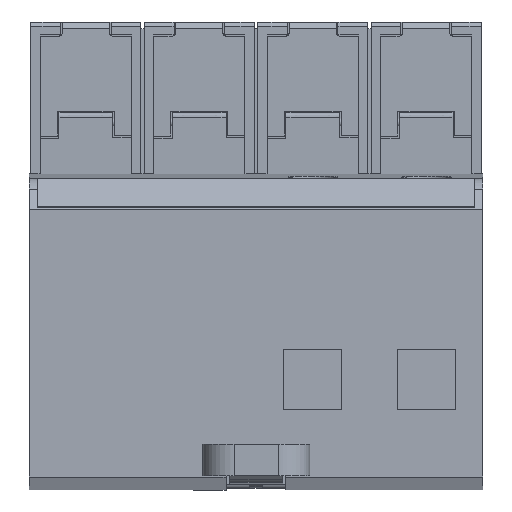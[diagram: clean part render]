
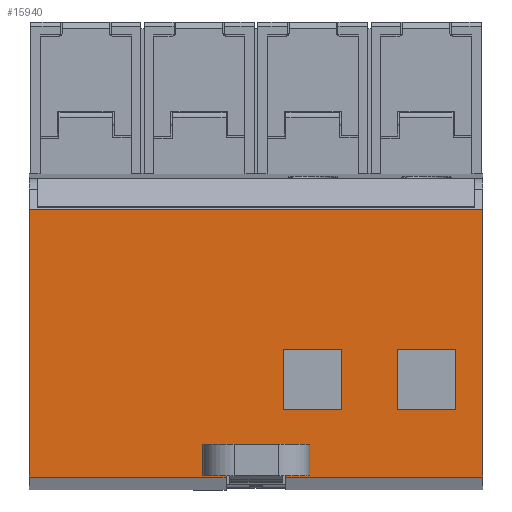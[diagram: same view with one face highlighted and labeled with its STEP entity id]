
A CAD part, front view. The second image highlights one B-rep face of the part: STEP entity #15940.
In plain terms, the highlighted planar face has unit normal (0, -1, 0.003).
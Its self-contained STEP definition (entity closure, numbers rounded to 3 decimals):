
#15914=AXIS2_PLACEMENT_3D('Plane Axis2P3D',#15911,#15912,#15913) ;
#125=CARTESIAN_POINT('Vertex',(40.22,6.725,7.235)) ;
#128=CARTESIAN_POINT('Line Origine',(36.02,6.725,7.235)) ;
#132=CARTESIAN_POINT('Vertex',(31.82,6.725,7.235)) ;
#1568=CARTESIAN_POINT('Line Origine',(31.532,6.725,7.235)) ;
#1572=CARTESIAN_POINT('Vertex',(31.243,6.725,7.235)) ;
#2057=CARTESIAN_POINT('Vertex',(31.243,6.712,2.062)) ;
#2060=CARTESIAN_POINT('Line Origine',(15.621,6.712,2.062)) ;
#2064=CARTESIAN_POINT('Vertex',(0.,6.712,2.062)) ;
#2092=CARTESIAN_POINT('Line Origine',(31.243,6.718,4.648)) ;
#2137=CARTESIAN_POINT('Vertex',(40.707,6.725,7.235)) ;
#2140=CARTESIAN_POINT('Line Origine',(40.463,6.725,7.235)) ;
#2195=CARTESIAN_POINT('Vertex',(40.707,6.712,2.062)) ;
#2198=CARTESIAN_POINT('Line Origine',(40.707,6.718,4.648)) ;
#2245=CARTESIAN_POINT('Vertex',(72.,6.712,2.062)) ;
#2248=CARTESIAN_POINT('Line Origine',(56.353,6.712,2.062)) ;
#2408=CARTESIAN_POINT('Vertex',(72.,6.823,44.542)) ;
#2411=CARTESIAN_POINT('Line Origine',(72.,6.767,23.302)) ;
#2502=CARTESIAN_POINT('Vertex',(0.,6.823,44.542)) ;
#2505=CARTESIAN_POINT('Line Origine',(36.,6.823,44.542)) ;
#2544=CARTESIAN_POINT('Line Origine',(0.,6.767,23.302)) ;
#2738=CARTESIAN_POINT('Vertex',(49.618,6.765,22.355)) ;
#2743=CARTESIAN_POINT('Line Origine',(44.999,6.765,22.355)) ;
#2747=CARTESIAN_POINT('Vertex',(40.381,6.765,22.355)) ;
#2775=CARTESIAN_POINT('Line Origine',(40.381,6.752,17.574)) ;
#2779=CARTESIAN_POINT('Vertex',(40.381,6.74,12.793)) ;
#2807=CARTESIAN_POINT('Line Origine',(44.999,6.74,12.793)) ;
#2811=CARTESIAN_POINT('Vertex',(49.618,6.74,12.793)) ;
#2839=CARTESIAN_POINT('Line Origine',(49.618,6.752,17.574)) ;
#2861=CARTESIAN_POINT('Vertex',(67.618,6.765,22.355)) ;
#2866=CARTESIAN_POINT('Line Origine',(62.999,6.765,22.355)) ;
#2870=CARTESIAN_POINT('Vertex',(58.381,6.765,22.355)) ;
#2898=CARTESIAN_POINT('Line Origine',(58.381,6.752,17.574)) ;
#2902=CARTESIAN_POINT('Vertex',(58.381,6.74,12.793)) ;
#2925=CARTESIAN_POINT('Line Origine',(62.999,6.74,12.793)) ;
#2929=CARTESIAN_POINT('Vertex',(67.618,6.74,12.793)) ;
#2957=CARTESIAN_POINT('Line Origine',(67.618,6.752,17.574)) ;
#15911=CARTESIAN_POINT('Axis2P3D Location',(0.,6.823,44.542)) ;
#129=DIRECTION('Vector Direction',(-1.,0.,0.)) ;
#1569=DIRECTION('Vector Direction',(-1.,0.,0.)) ;
#2061=DIRECTION('Vector Direction',(1.,0.,0.)) ;
#2093=DIRECTION('Vector Direction',(0.,-0.003,-1.)) ;
#2141=DIRECTION('Vector Direction',(-1.,0.,0.)) ;
#2199=DIRECTION('Vector Direction',(0.,-0.003,-1.)) ;
#2249=DIRECTION('Vector Direction',(1.,0.,0.)) ;
#2412=DIRECTION('Vector Direction',(0.,-0.003,-1.)) ;
#2506=DIRECTION('Vector Direction',(1.,0.,0.)) ;
#2545=DIRECTION('Vector Direction',(0.,-0.003,-1.)) ;
#2744=DIRECTION('Vector Direction',(-1.,0.,0.)) ;
#2776=DIRECTION('Vector Direction',(0.,-0.003,-1.)) ;
#2808=DIRECTION('Vector Direction',(1.,0.,0.)) ;
#2840=DIRECTION('Vector Direction',(0.,0.003,1.)) ;
#2867=DIRECTION('Vector Direction',(-1.,0.,0.)) ;
#2899=DIRECTION('Vector Direction',(0.,-0.003,-1.)) ;
#2926=DIRECTION('Vector Direction',(1.,0.,0.)) ;
#2958=DIRECTION('Vector Direction',(0.,0.003,1.)) ;
#15912=DIRECTION('Axis2P3D Direction',(0.,-1.,0.003)) ;
#15913=DIRECTION('Axis2P3D XDirection',(0.,-0.003,-1.)) ;
#130=VECTOR('Line Direction',#129,1.) ;
#1570=VECTOR('Line Direction',#1569,1.) ;
#2062=VECTOR('Line Direction',#2061,1.) ;
#2094=VECTOR('Line Direction',#2093,1.) ;
#2142=VECTOR('Line Direction',#2141,1.) ;
#2200=VECTOR('Line Direction',#2199,1.) ;
#2250=VECTOR('Line Direction',#2249,1.) ;
#2413=VECTOR('Line Direction',#2412,1.) ;
#2507=VECTOR('Line Direction',#2506,1.) ;
#2546=VECTOR('Line Direction',#2545,1.) ;
#2745=VECTOR('Line Direction',#2744,1.) ;
#2777=VECTOR('Line Direction',#2776,1.) ;
#2809=VECTOR('Line Direction',#2808,1.) ;
#2841=VECTOR('Line Direction',#2840,1.) ;
#2868=VECTOR('Line Direction',#2867,1.) ;
#2900=VECTOR('Line Direction',#2899,1.) ;
#2927=VECTOR('Line Direction',#2926,1.) ;
#2959=VECTOR('Line Direction',#2958,1.) ;
#15917=ORIENTED_EDGE('',*,*,#2066,.T.) ;
#15918=ORIENTED_EDGE('',*,*,#2096,.F.) ;
#15919=ORIENTED_EDGE('',*,*,#1574,.F.) ;
#15920=ORIENTED_EDGE('',*,*,#134,.F.) ;
#15921=ORIENTED_EDGE('',*,*,#2144,.F.) ;
#15922=ORIENTED_EDGE('',*,*,#2202,.T.) ;
#15923=ORIENTED_EDGE('',*,*,#2252,.T.) ;
#15924=ORIENTED_EDGE('',*,*,#2415,.F.) ;
#15925=ORIENTED_EDGE('',*,*,#2509,.F.) ;
#15926=ORIENTED_EDGE('',*,*,#2548,.F.) ;
#15929=ORIENTED_EDGE('',*,*,#2749,.F.) ;
#15930=ORIENTED_EDGE('',*,*,#2843,.F.) ;
#15931=ORIENTED_EDGE('',*,*,#2813,.F.) ;
#15932=ORIENTED_EDGE('',*,*,#2781,.F.) ;
#15935=ORIENTED_EDGE('',*,*,#2961,.F.) ;
#15936=ORIENTED_EDGE('',*,*,#2931,.F.) ;
#15937=ORIENTED_EDGE('',*,*,#2904,.F.) ;
#15938=ORIENTED_EDGE('',*,*,#2872,.F.) ;
#15933=FACE_BOUND('',#15928,.T.) ;
#15939=FACE_BOUND('',#15934,.T.) ;
#15940=ADVANCED_FACE('VPU',(#15927,#15933,#15939),#15915,.T.) ;
#134=EDGE_CURVE('',#126,#133,#131,.T.) ;
#1574=EDGE_CURVE('',#133,#1573,#1571,.T.) ;
#2066=EDGE_CURVE('',#2065,#2058,#2063,.T.) ;
#2096=EDGE_CURVE('',#1573,#2058,#2095,.T.) ;
#2144=EDGE_CURVE('',#2138,#126,#2143,.T.) ;
#2202=EDGE_CURVE('',#2138,#2196,#2201,.T.) ;
#2252=EDGE_CURVE('',#2196,#2246,#2251,.T.) ;
#2415=EDGE_CURVE('',#2409,#2246,#2414,.T.) ;
#2509=EDGE_CURVE('',#2503,#2409,#2508,.T.) ;
#2548=EDGE_CURVE('',#2065,#2503,#2547,.F.) ;
#2749=EDGE_CURVE('',#2739,#2748,#2746,.T.) ;
#2781=EDGE_CURVE('',#2748,#2780,#2778,.T.) ;
#2813=EDGE_CURVE('',#2780,#2812,#2810,.T.) ;
#2843=EDGE_CURVE('',#2812,#2739,#2842,.T.) ;
#2872=EDGE_CURVE('',#2862,#2871,#2869,.T.) ;
#2904=EDGE_CURVE('',#2871,#2903,#2901,.T.) ;
#2931=EDGE_CURVE('',#2903,#2930,#2928,.T.) ;
#2961=EDGE_CURVE('',#2930,#2862,#2960,.T.) ;
#15916=EDGE_LOOP('',(#15917,#15918,#15919,#15920,#15921,#15922,#15923,#15924,#15925,#15926)) ;
#15928=EDGE_LOOP('',(#15929,#15930,#15931,#15932)) ;
#15934=EDGE_LOOP('',(#15935,#15936,#15937,#15938)) ;
#15927=FACE_OUTER_BOUND('',#15916,.T.) ;
#131=LINE('Line',#128,#130) ;
#1571=LINE('Line',#1568,#1570) ;
#2063=LINE('Line',#2060,#2062) ;
#2095=LINE('Line',#2092,#2094) ;
#2143=LINE('Line',#2140,#2142) ;
#2201=LINE('Line',#2198,#2200) ;
#2251=LINE('Line',#2248,#2250) ;
#2414=LINE('Line',#2411,#2413) ;
#2508=LINE('Line',#2505,#2507) ;
#2547=LINE('Line',#2544,#2546) ;
#2746=LINE('Line',#2743,#2745) ;
#2778=LINE('Line',#2775,#2777) ;
#2810=LINE('Line',#2807,#2809) ;
#2842=LINE('Line',#2839,#2841) ;
#2869=LINE('Line',#2866,#2868) ;
#2901=LINE('Line',#2898,#2900) ;
#2928=LINE('Line',#2925,#2927) ;
#2960=LINE('Line',#2957,#2959) ;
#15915=PLANE('',#15914) ;
#126=VERTEX_POINT('',#125) ;
#133=VERTEX_POINT('',#132) ;
#1573=VERTEX_POINT('',#1572) ;
#2058=VERTEX_POINT('',#2057) ;
#2065=VERTEX_POINT('',#2064) ;
#2138=VERTEX_POINT('',#2137) ;
#2196=VERTEX_POINT('',#2195) ;
#2246=VERTEX_POINT('',#2245) ;
#2409=VERTEX_POINT('',#2408) ;
#2503=VERTEX_POINT('',#2502) ;
#2739=VERTEX_POINT('',#2738) ;
#2748=VERTEX_POINT('',#2747) ;
#2780=VERTEX_POINT('',#2779) ;
#2812=VERTEX_POINT('',#2811) ;
#2862=VERTEX_POINT('',#2861) ;
#2871=VERTEX_POINT('',#2870) ;
#2903=VERTEX_POINT('',#2902) ;
#2930=VERTEX_POINT('',#2929) ;
